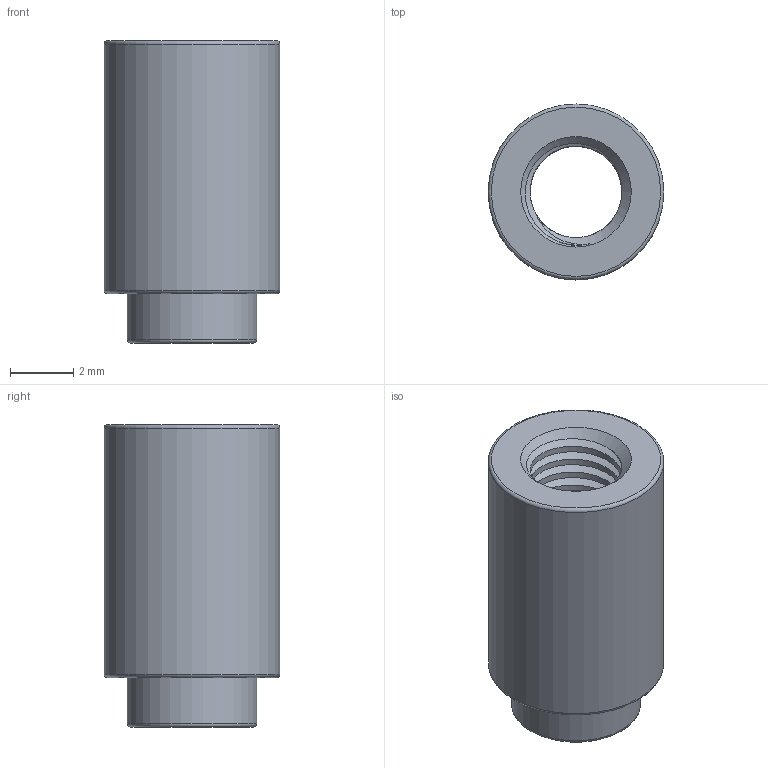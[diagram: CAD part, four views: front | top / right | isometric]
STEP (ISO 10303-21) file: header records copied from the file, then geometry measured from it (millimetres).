
FILE_DESCRIPTION(('FreeCAD Model'),'2;1');
FILE_NAME('Open CASCADE Shape Model','2025-04-22T14:54:15',(''),(''), 'Open CASCADE STEP processor 7.7','FreeCAD','Unknown');
FILE_SCHEMA(('AUTOMOTIVE_DESIGN { 1 0 10303 214 1 1 1 1 }'));
Length unit declared in the file: millimetre
Products named in the file (1): Body
Bounding box: 5.56 x 5.56 x 9.57 mm (x, y, z)
Volume: 144.3 mm3; surface area: 333.8 mm2
Topology: 1 solids, 1 shells, 52 faces, 161 edges, 112 vertices
Faces by surface type: bspline 40, plane 3, torus 3, cone 3, cylinder 3
Full cylindrical faces by diameter (mm): 4.09 x1, 5.56 x1
Entity records: 15687 total; most frequent: CARTESIAN_POINT 13160, ORIENTED_EDGE 322, PCURVE 322, DEFINITIONAL_REPRESENTATION 322, B_SPLINE_CURVE_WITH_KNOTS 304, DIRECTION 218, EDGE_CURVE 161, LINE 157
